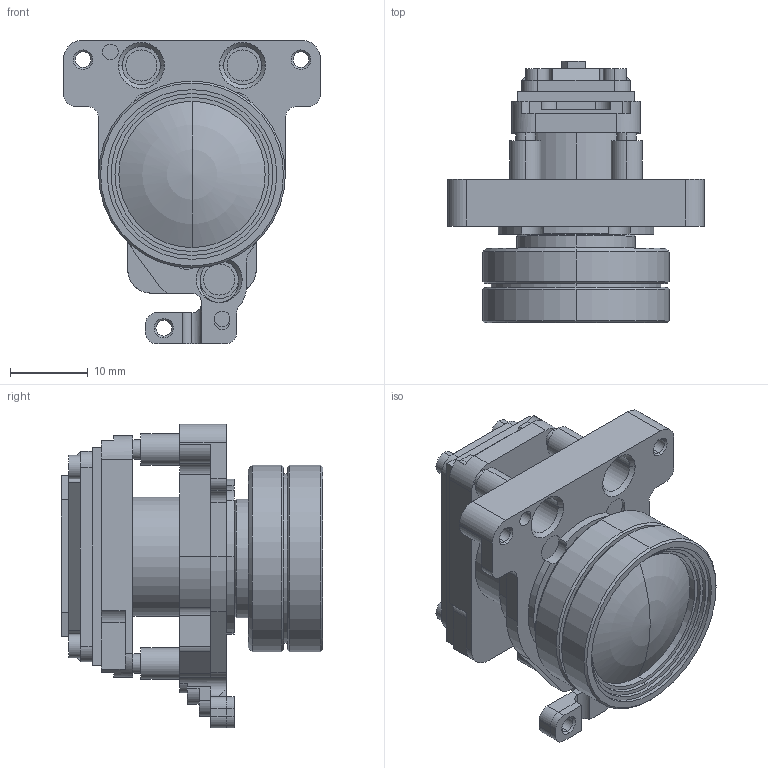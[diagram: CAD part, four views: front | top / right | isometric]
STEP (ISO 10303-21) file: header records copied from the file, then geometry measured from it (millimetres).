
FILE_DESCRIPTION(/* description */ ('VariCAD 2015-3.01 AP-214'),/* implementation_level */ '2;1');
FILE_NAME(/* name */ '0393-07-06.stp',/* time_stamp */ '2015-12-17T20:41:19-07:00',/* author */ (''),/* organization */ (''),/* preprocessor_version */ 'ST-DEVELOPER v14',/* originating_system */ 'VariCAD 2015-3.01; kernel version (20130303)',/* authorisation */ '');
FILE_SCHEMA (('AUTOMOTIVE_DESIGN'));
Length unit declared in the file: millimetre
Products named in the file (2): 0393-07-06; 0353-19-64
Assembly tree (1 placements, depth 2):
  0393-07-06
    0353-19-64
Bounding box: 33 x 33.62 x 39 mm (x, y, z)
Volume: 12991.2 mm3; surface area: 6420.6 mm2
Topology: 1 solids, 1 shells, 293 faces, 745 edges, 481 vertices
Faces by surface type: plane 137, cylinder 132, cone 22, sphere 2
Entity records: 10131 total; most frequent: DIRECTION 1658, CARTESIAN_POINT 1557, ORIENTED_EDGE 1486, EDGE_CURVE 743, AXIS2_PLACEMENT_3D 623, VERTEX_POINT 481, LINE 412, VECTOR 412
